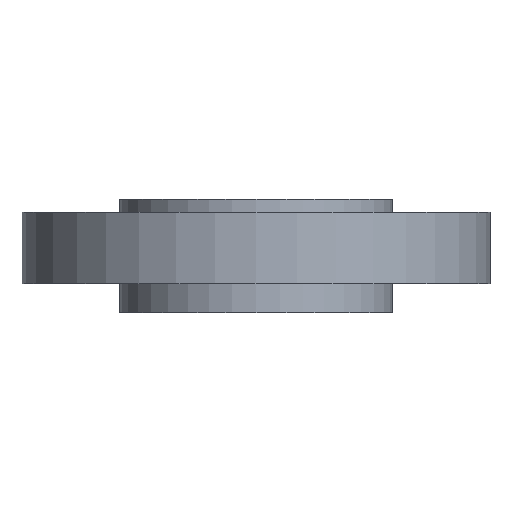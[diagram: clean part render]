
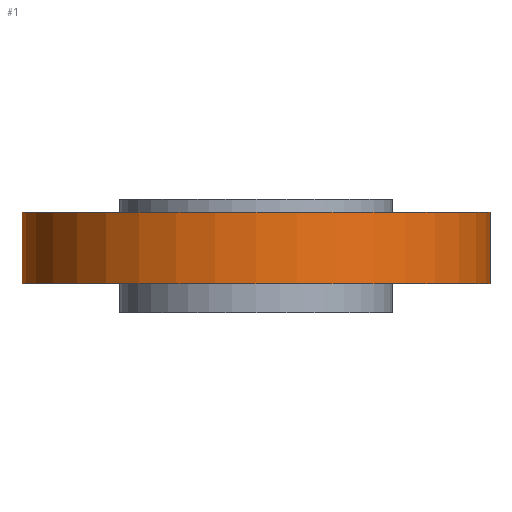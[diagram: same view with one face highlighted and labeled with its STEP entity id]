
A CAD part, front view. The second image highlights one B-rep face of the part: STEP entity #1.
In plain terms, the highlighted cylindrical face has radius 114.3 mm (diameter 228.6 mm), a partial arc.
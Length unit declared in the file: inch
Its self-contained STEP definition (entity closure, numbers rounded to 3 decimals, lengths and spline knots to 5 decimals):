
#1 = ADVANCED_FACE ( 'NONE', ( #748 ), #676, .T. ) ;
#8 = VERTEX_POINT ( 'NONE', #825 ) ;
#41 = LINE ( 'NONE', #590, #796 ) ;
#44 = CARTESIAN_POINT ( 'NONE',  ( 0., 0., -14.35792 ) ) ;
#95 = ORIENTED_EDGE ( 'NONE', *, *, #414, .F. ) ;
#101 = CIRCLE ( 'NONE', #473, 4.5 ) ;
#111 = DIRECTION ( 'NONE',  ( 0., 0., 1. ) ) ;
#217 = VERTEX_POINT ( 'NONE', #494 ) ;
#227 = AXIS2_PLACEMENT_3D ( 'NONE', #959, #988, #296 ) ;
#232 = EDGE_CURVE ( 'NONE', #217, #8, #41, .T. ) ;
#235 = ORIENTED_EDGE ( 'NONE', *, *, #992, .F. ) ;
#250 = CARTESIAN_POINT ( 'NONE',  ( -4.5, 0., -1.63 ) ) ;
#277 = CARTESIAN_POINT ( 'NONE',  ( -4.5, 0., -0.25 ) ) ;
#286 = DIRECTION ( 'NONE',  ( 0., 0., 1. ) ) ;
#296 = DIRECTION ( 'NONE',  ( 1., 0., 0. ) ) ;
#348 = CARTESIAN_POINT ( 'NONE',  ( -4.5, 0., -14.35792 ) ) ;
#357 = ORIENTED_EDGE ( 'NONE', *, *, #232, .T. ) ;
#371 = CIRCLE ( 'NONE', #227, 4.5 ) ;
#414 = EDGE_CURVE ( 'NONE', #782, #923, #554, .T. ) ;
#461 = EDGE_CURVE ( 'NONE', #923, #8, #101, .T. ) ;
#473 = AXIS2_PLACEMENT_3D ( 'NONE', #525, #111, #675 ) ;
#494 = CARTESIAN_POINT ( 'NONE',  ( 4.5, 0., -1.63 ) ) ;
#518 = DIRECTION ( 'NONE',  ( 1., 0., 0. ) ) ;
#524 = DIRECTION ( 'NONE',  ( 0., 0., 1. ) ) ;
#525 = CARTESIAN_POINT ( 'NONE',  ( 0., 0., -0.25 ) ) ;
#554 = LINE ( 'NONE', #348, #916 ) ;
#590 = CARTESIAN_POINT ( 'NONE',  ( 4.5, 0., -14.35792 ) ) ;
#592 = ORIENTED_EDGE ( 'NONE', *, *, #461, .F. ) ;
#600 = DIRECTION ( 'NONE',  ( 0., 0., 1. ) ) ;
#601 = AXIS2_PLACEMENT_3D ( 'NONE', #44, #600, #518 ) ;
#675 = DIRECTION ( 'NONE',  ( 1., 0., 0. ) ) ;
#676 = CYLINDRICAL_SURFACE ( 'NONE', #601, 4.5 ) ;
#748 = FACE_OUTER_BOUND ( 'NONE', #777, .T. ) ;
#777 = EDGE_LOOP ( 'NONE', ( #95, #235, #357, #592 ) ) ;
#782 = VERTEX_POINT ( 'NONE', #250 ) ;
#796 = VECTOR ( 'NONE', #524, 39.37008 ) ;
#825 = CARTESIAN_POINT ( 'NONE',  ( 4.5, 0., -0.25 ) ) ;
#916 = VECTOR ( 'NONE', #286, 39.37008 ) ;
#923 = VERTEX_POINT ( 'NONE', #277 ) ;
#959 = CARTESIAN_POINT ( 'NONE',  ( 0., 0., -1.63 ) ) ;
#988 = DIRECTION ( 'NONE',  ( 0., 0., -1. ) ) ;
#992 = EDGE_CURVE ( 'NONE', #217, #782, #371, .T. ) ;
